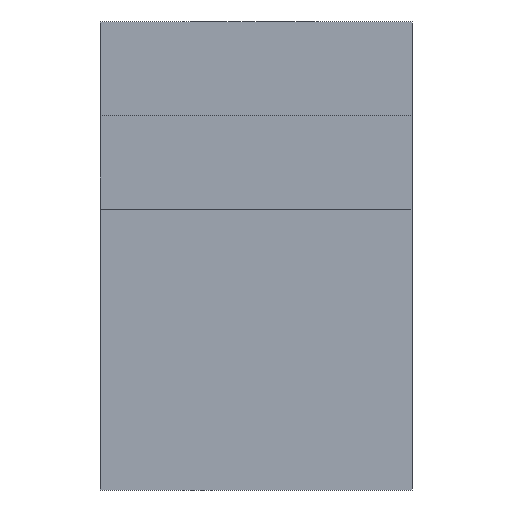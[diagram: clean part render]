
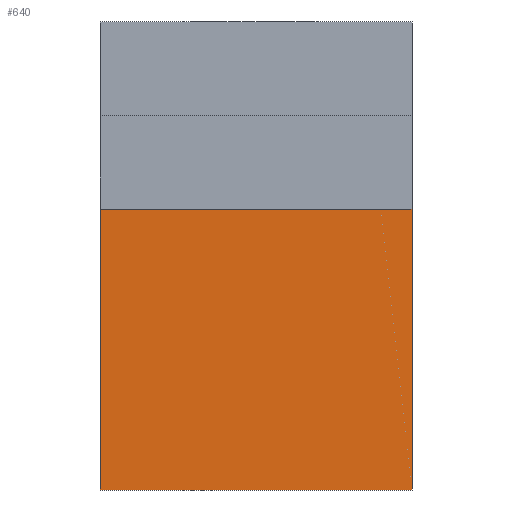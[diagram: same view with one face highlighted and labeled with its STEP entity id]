
A CAD part, front view. The second image highlights one B-rep face of the part: STEP entity #640.
In plain terms, the highlighted planar face has unit normal (0, -1, 0).
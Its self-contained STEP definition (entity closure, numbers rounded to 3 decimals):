
#65=DIRECTION('',(-1.,0.,0.));
#66=VECTOR('',#65,1.);
#67=CARTESIAN_POINT('',(-4.,28.,-4.5));
#68=LINE('',#67,#66);
#77=DIRECTION('',(-1.,0.,0.));
#78=VECTOR('',#77,1.);
#79=CARTESIAN_POINT('',(5.,28.,-4.5));
#80=LINE('',#79,#78);
#117=DIRECTION('',(-1.,0.,0.));
#118=VECTOR('',#117,8.);
#119=CARTESIAN_POINT('',(4.,28.,-4.5));
#120=LINE('',#119,#118);
#121=DIRECTION('',(0.,0.,-1.));
#122=VECTOR('',#121,9.);
#123=CARTESIAN_POINT('',(5.,28.,-4.5));
#124=LINE('',#123,#122);
#125=DIRECTION('',(-1.,0.,0.));
#126=VECTOR('',#125,10.);
#127=CARTESIAN_POINT('',(5.,28.,-13.5));
#128=LINE('',#127,#126);
#129=DIRECTION('',(0.,0.,1.));
#130=VECTOR('',#129,9.);
#131=CARTESIAN_POINT('',(-5.,28.,-13.5));
#132=LINE('',#131,#130);
#353=CARTESIAN_POINT('',(5.,28.,-13.5));
#354=CARTESIAN_POINT('',(-5.,28.,-13.5));
#355=VERTEX_POINT('',#353);
#356=VERTEX_POINT('',#354);
#365=CARTESIAN_POINT('',(5.,28.,-4.5));
#366=VERTEX_POINT('',#365);
#367=CARTESIAN_POINT('',(-5.,28.,-4.5));
#368=VERTEX_POINT('',#367);
#414=CARTESIAN_POINT('',(-4.,28.,-4.5));
#416=VERTEX_POINT('',#414);
#418=CARTESIAN_POINT('',(4.,28.,-4.5));
#420=VERTEX_POINT('',#418);
#625=CARTESIAN_POINT('',(0.,28.,1.5));
#626=DIRECTION('',(0.,1.,0.));
#627=DIRECTION('',(0.,0.,1.));
#628=AXIS2_PLACEMENT_3D('',#625,#626,#627);
#629=PLANE('',#628);
#630=ORIENTED_EDGE('',*,*,#616,.F.);
#631=ORIENTED_EDGE('',*,*,#531,.F.);
#633=ORIENTED_EDGE('',*,*,#632,.T.);
#635=ORIENTED_EDGE('',*,*,#634,.T.);
#636=ORIENTED_EDGE('',*,*,#498,.T.);
#637=ORIENTED_EDGE('',*,*,#524,.F.);
#638=EDGE_LOOP('',(#630,#631,#633,#635,#636,#637));
#639=FACE_OUTER_BOUND('',#638,.F.);
#640=ADVANCED_FACE('',(#639),#629,.F.);
#498=EDGE_CURVE('',#356,#368,#132,.T.);
#524=EDGE_CURVE('',#416,#368,#68,.T.);
#531=EDGE_CURVE('',#366,#420,#80,.T.);
#616=EDGE_CURVE('',#420,#416,#120,.T.);
#632=EDGE_CURVE('',#366,#355,#124,.T.);
#634=EDGE_CURVE('',#355,#356,#128,.T.);
